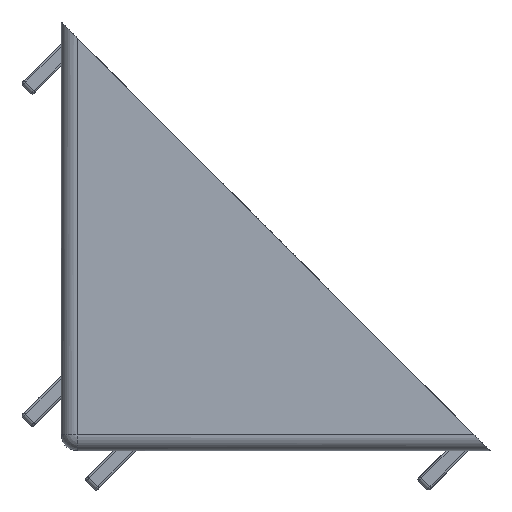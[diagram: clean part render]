
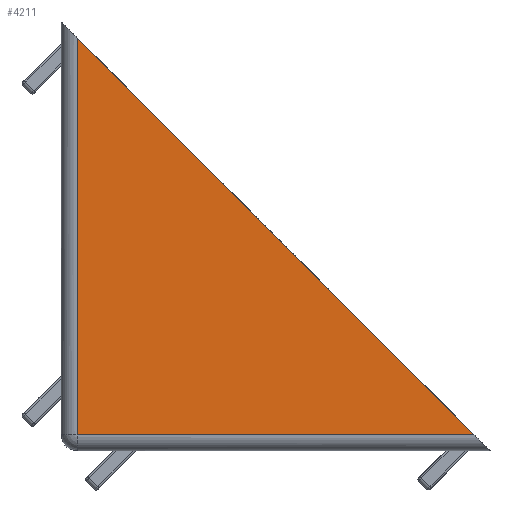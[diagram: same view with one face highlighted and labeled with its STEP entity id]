
A CAD part, left-side view. The second image highlights one B-rep face of the part: STEP entity #4211.
In plain terms, the highlighted planar face has unit normal (-1, 0, 0).
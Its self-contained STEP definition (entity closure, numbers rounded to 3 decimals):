
#535=CARTESIAN_POINT('',(-20.0,-1.5,1.5));
#536=VERTEX_POINT('',#535);
#736=CARTESIAN_POINT('',(-20.0,-1.5,38.5));
#737=VERTEX_POINT('',#736);
#738=CARTESIAN_POINT('',(-20.0,-1.5,1.5));
#739=DIRECTION('',(0.0,0.0,1.0));
#740=VECTOR('',#739,37.);
#741=LINE('',#738,#740);
#742=EDGE_CURVE('',#536,#737,#741,.T.);
#2018=CARTESIAN_POINT('',(-20.0,-38.5,1.5));
#2019=VERTEX_POINT('',#2018);
#2020=CARTESIAN_POINT('',(-20.0,-38.5,1.5));
#2021=DIRECTION('',(0.0,0.707,0.707));
#2022=VECTOR('',#2021,52.326);
#2023=LINE('',#2020,#2022);
#2024=EDGE_CURVE('',#2019,#737,#2023,.T.);
#4196=CARTESIAN_POINT('',(-20.0,-20.,5.858));
#4197=DIRECTION('',(1.0,0.0,0.0));
#4198=DIRECTION('',(0.0,0.0,-1.0));
#4199=AXIS2_PLACEMENT_3D('',#4196,#4197,#4198);
#4200=PLANE('',#4199);
#4201=ORIENTED_EDGE('',*,*,#742,.F.);
#4202=CARTESIAN_POINT('',(-20.0,-38.5,1.5));
#4203=DIRECTION('',(0.0,1.0,0.0));
#4204=VECTOR('',#4203,37.0);
#4205=LINE('',#4202,#4204);
#4206=EDGE_CURVE('',#2019,#536,#4205,.T.);
#4207=ORIENTED_EDGE('',*,*,#4206,.F.);
#4208=ORIENTED_EDGE('',*,*,#2024,.T.);
#4209=EDGE_LOOP('',(#4201,#4207,#4208));
#4210=FACE_OUTER_BOUND('',#4209,.T.);
#4211=ADVANCED_FACE('',(#4210),#4200,.F.);
